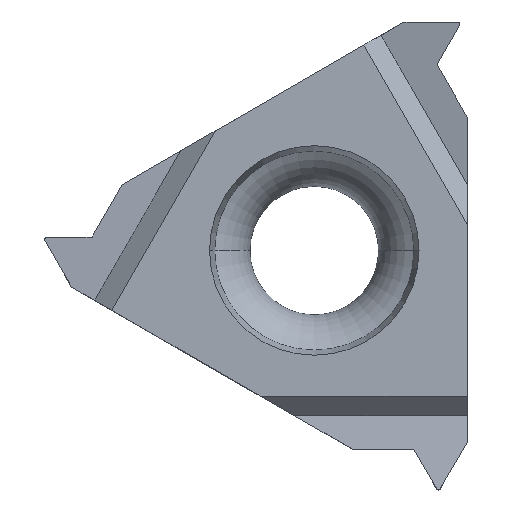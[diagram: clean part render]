
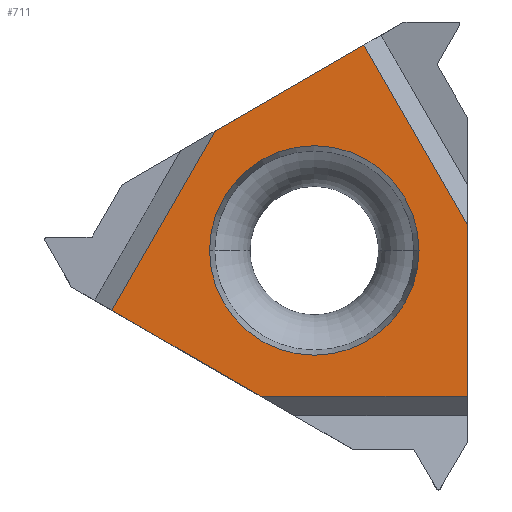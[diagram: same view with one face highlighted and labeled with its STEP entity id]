
A CAD part, top view. The second image highlights one B-rep face of the part: STEP entity #711.
In plain terms, the highlighted planar face has unit normal (0, 0, 1).
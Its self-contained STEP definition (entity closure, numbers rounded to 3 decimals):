
#18=DIRECTION('',(0.5,-0.866,0.));
#19=VECTOR('',#18,6.436);
#20=CARTESIAN_POINT('',(1.545,6.391,0.));
#21=LINE('',#20,#19);
#26=DIRECTION('',(0.,-1.,0.));
#27=VECTOR('',#26,5.351);
#28=CARTESIAN_POINT('',(4.763,0.818,0.));
#29=LINE('',#28,#27);
#33=DIRECTION('',(-0.866,0.5,0.));
#34=VECTOR('',#33,5.351);
#35=CARTESIAN_POINT('',(-1.673,-4.533,
0.));
#36=LINE('',#35,#34);
#40=DIRECTION('',(0.5,0.866,0.));
#41=VECTOR('',#40,6.436);
#42=CARTESIAN_POINT('',(-6.307,-1.858,
0.));
#43=LINE('',#42,#41);
#47=DIRECTION('',(0.866,0.5,0.));
#48=VECTOR('',#47,5.351);
#49=CARTESIAN_POINT('',(-3.089,3.716,0.));
#50=LINE('',#49,#48);
#54=CARTESIAN_POINT('',(0.,0.,0.));
#55=DIRECTION('',(0.,0.,1.));
#56=DIRECTION('',(1.,0.,0.));
#57=AXIS2_PLACEMENT_3D('',#54,#55,#56);
#62=CARTESIAN_POINT('',(0.,0.,0.));
#63=DIRECTION('',(0.,0.,1.));
#64=DIRECTION('',(-1.,0.,0.));
#65=AXIS2_PLACEMENT_3D('',#62,#63,#64);
#154=DIRECTION('',(1.,0.,0.));
#155=VECTOR('',#154,6.436);
#156=CARTESIAN_POINT('',(-1.673,-4.533,
0.));
#157=LINE('',#156,#155);
#589=CARTESIAN_POINT('',(1.545,6.391,
0.));
#590=CARTESIAN_POINT('',(4.763,0.818,0.));
#591=VERTEX_POINT('',#589);
#592=VERTEX_POINT('',#590);
#593=CARTESIAN_POINT('',(4.763,-4.533,0.));
#594=VERTEX_POINT('',#593);
#595=CARTESIAN_POINT('',(-1.673,-4.533,
0.));
#596=VERTEX_POINT('',#595);
#597=CARTESIAN_POINT('',(-6.307,-1.858,
0.));
#598=VERTEX_POINT('',#597);
#599=CARTESIAN_POINT('',(-3.089,3.716,
0.));
#600=VERTEX_POINT('',#599);
#601=CARTESIAN_POINT('',(3.261,0.,0.));
#602=CARTESIAN_POINT('',(-3.261,0.,0.));
#603=VERTEX_POINT('',#601);
#604=VERTEX_POINT('',#602);
#686=CARTESIAN_POINT('',(0.,0.,0.));
#687=DIRECTION('',(0.,0.,1.));
#688=DIRECTION('',(-1.,0.,0.));
#689=AXIS2_PLACEMENT_3D('',#686,#687,#688);
#690=PLANE('',#689);
#692=ORIENTED_EDGE('',*,*,#691,.T.);
#694=ORIENTED_EDGE('',*,*,#693,.T.);
#696=ORIENTED_EDGE('',*,*,#695,.F.);
#698=ORIENTED_EDGE('',*,*,#697,.T.);
#700=ORIENTED_EDGE('',*,*,#699,.T.);
#702=ORIENTED_EDGE('',*,*,#701,.T.);
#703=EDGE_LOOP('',(#692,#694,#696,#698,#700,#702));
#704=FACE_OUTER_BOUND('',#703,.F.);
#706=ORIENTED_EDGE('',*,*,#705,.T.);
#708=ORIENTED_EDGE('',*,*,#707,.T.);
#709=EDGE_LOOP('',(#706,#708));
#710=FACE_BOUND('',#709,.F.);
#58=CIRCLE('',#57,3.261);
#66=CIRCLE('',#65,3.261);
#691=EDGE_CURVE('',#591,#592,#21,.T.);
#693=EDGE_CURVE('',#592,#594,#29,.T.);
#695=EDGE_CURVE('',#596,#594,#157,.T.);
#697=EDGE_CURVE('',#596,#598,#36,.T.);
#699=EDGE_CURVE('',#598,#600,#43,.T.);
#701=EDGE_CURVE('',#600,#591,#50,.T.);
#705=EDGE_CURVE('',#603,#604,#58,.T.);
#707=EDGE_CURVE('',#604,#603,#66,.T.);
#711=ADVANCED_FACE('',(#704,#710),#690,.T.);
